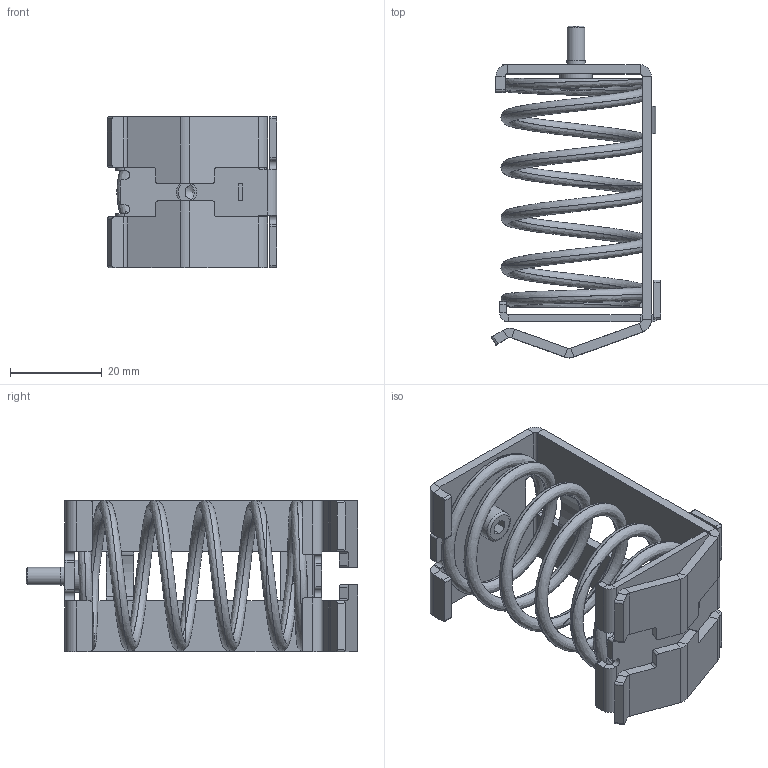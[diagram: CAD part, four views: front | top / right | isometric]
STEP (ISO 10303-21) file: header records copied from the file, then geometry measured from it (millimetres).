
FILE_DESCRIPTION(/* description */ (''),/* implementation_level */ '2;1');
FILE_NAME(/* name */ '17361.0.stp',/* time_stamp */ '2017-06-06T09:09:41+02:00',/* author */ (''),/* organization */ (''),/* preprocessor_version */ 'ST-DEVELOPER v16',/* originating_system */ 'SIEMENS PLM Software NX 10.0',/* authorisation */ '');
FILE_SCHEMA (('AP203_CONFIGURATION_CONTROLLED_3D_DESIGN_OF_MECHANICAL_PARTS_AND_ASSEMBLIES_MIM_LF { 1 0 10303 403 2 1 2}'));
Products named in the file (1): scho11FCB81445i3
Bounding box: 37 x 72.5 x 33.08 mm (x, y, z)
Volume: 15601.2 mm3; surface area: 21394.8 mm2
Topology: 9 solids, 9 shells, 262 faces, 604 edges, 361 vertices
Faces by surface type: plane 165, cylinder 81, bspline 12, torus 2, cone 2
Full cylindrical faces by diameter (mm): 3.838 x1, 4 x1, 7 x1
Entity records: 48795 total; most frequent: CARTESIAN_POINT 42857, DIRECTION 1218, ORIENTED_EDGE 1186, EDGE_CURVE 593, AXIS2_PLACEMENT_3D 418, LINE 382, VECTOR 382, VERTEX_POINT 358
